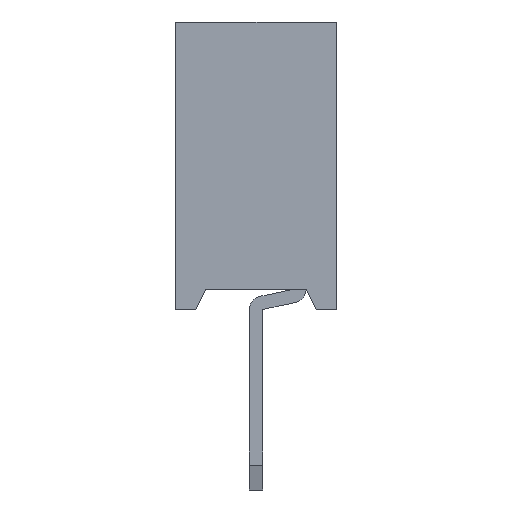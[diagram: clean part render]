
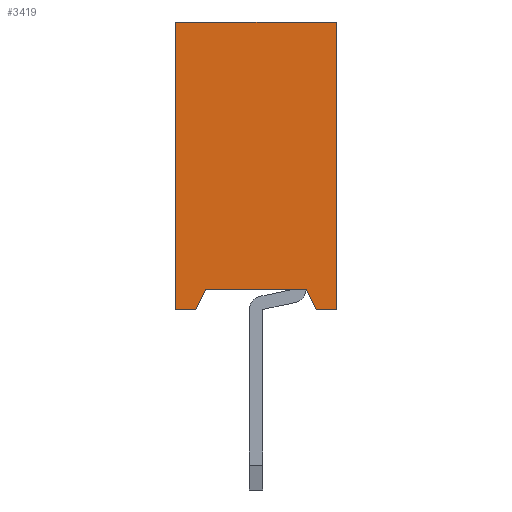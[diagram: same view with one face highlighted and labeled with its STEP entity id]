
A CAD part, left-side view. The second image highlights one B-rep face of the part: STEP entity #3419.
In plain terms, the highlighted planar face has unit normal (-1, 0, 0).
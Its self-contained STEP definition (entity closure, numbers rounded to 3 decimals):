
#3419=ADVANCED_FACE('',(#22990),#22992,.T.);
#22990=FACE_BOUND('',#22991,.T.);
#22991=EDGE_LOOP('',(#37619,#37620,#37621,#37622,#37623,#37624,#37625,#37626));
#22992=PLANE('',#22993);
#22993=AXIS2_PLACEMENT_3D('',#22994,#22995,#22996);
#22994=CARTESIAN_POINT('',(-1.,1.2,0.));
#22995=DIRECTION('',(-1.,0.,0.));
#22996=DIRECTION('',(0.,-1.,0.));
#37619=ORIENTED_EDGE('',*,*,#48754,.T.);
#37620=ORIENTED_EDGE('',*,*,#48199,.T.);
#37621=ORIENTED_EDGE('',*,*,#48755,.T.);
#37622=ORIENTED_EDGE('',*,*,#48756,.T.);
#37623=ORIENTED_EDGE('',*,*,#48757,.T.);
#37624=ORIENTED_EDGE('',*,*,#48758,.F.);
#37625=ORIENTED_EDGE('',*,*,#48759,.F.);
#37626=ORIENTED_EDGE('',*,*,#48695,.T.);
#48199=EDGE_CURVE('',#54231,#54229,#54232,.T.);
#48695=EDGE_CURVE('',#55175,#55173,#55176,.T.);
#48754=EDGE_CURVE('',#55173,#54231,#55241,.F.);
#48755=EDGE_CURVE('',#54229,#55242,#55243,.F.);
#48756=EDGE_CURVE('',#55242,#55244,#55245,.T.);
#48757=EDGE_CURVE('',#55244,#55246,#55247,.T.);
#48758=EDGE_CURVE('',#55248,#55246,#55249,.T.);
#48759=EDGE_CURVE('',#55175,#55248,#55250,.T.);
#54229=VERTEX_POINT('',#64310);
#54231=VERTEX_POINT('',#64314);
#54232=LINE('',#64315,#64316);
#55173=VERTEX_POINT('',#66246);
#55175=VERTEX_POINT('',#66250);
#55176=LINE('',#66251,#66252);
#55241=LINE('',#66434,#66435);
#55242=VERTEX_POINT('',#66437);
#55243=LINE('',#66438,#66439);
#55244=VERTEX_POINT('',#66441);
#55245=LINE('',#66442,#66443);
#55246=VERTEX_POINT('',#66445);
#55247=LINE('',#66446,#66447);
#55248=VERTEX_POINT('',#66449);
#55249=LINE('',#66450,#66451);
#55250=LINE('',#66453,#66454);
#64310=CARTESIAN_POINT('',(-1.,-0.75,0.3));
#64314=CARTESIAN_POINT('',(-1.,0.75,0.3));
#64315=CARTESIAN_POINT('',(-1.,0.75,0.3));
#64316=VECTOR('',#64317,1.);
#64317=DIRECTION('',(0.,-1.,0.));
#66246=CARTESIAN_POINT('',(-1.,0.9,0.));
#66250=CARTESIAN_POINT('',(-1.,1.2,0.));
#66251=CARTESIAN_POINT('',(-1.,1.2,0.));
#66252=VECTOR('',#66253,1.);
#66253=DIRECTION('',(0.,-1.,0.));
#66434=CARTESIAN_POINT('',(-1.,0.75,0.3));
#66435=VECTOR('',#66436,1.);
#66436=DIRECTION('',(0.,0.447,-0.894));
#66437=CARTESIAN_POINT('',(-1.,-0.9,0.));
#66438=CARTESIAN_POINT('',(-1.,-0.9,0.));
#66439=VECTOR('',#66440,1.);
#66440=DIRECTION('',(0.,0.447,0.894));
#66441=CARTESIAN_POINT('',(-1.,-1.2,0.));
#66442=CARTESIAN_POINT('',(-1.,-0.9,0.));
#66443=VECTOR('',#66444,1.);
#66444=DIRECTION('',(0.,-1.,0.));
#66445=CARTESIAN_POINT('',(-1.,-1.2,4.3));
#66446=CARTESIAN_POINT('',(-1.,-1.2,0.));
#66447=VECTOR('',#66448,1.);
#66448=DIRECTION('',(0.,0.,1.));
#66449=CARTESIAN_POINT('',(-1.,1.2,4.3));
#66450=CARTESIAN_POINT('',(-1.,1.2,4.3));
#66451=VECTOR('',#66452,1.);
#66452=DIRECTION('',(0.,-1.,0.));
#66453=CARTESIAN_POINT('',(-1.,1.2,0.));
#66454=VECTOR('',#66455,1.);
#66455=DIRECTION('',(0.,0.,1.));
